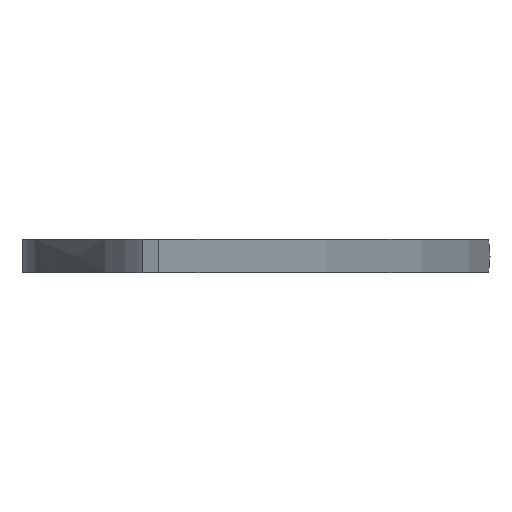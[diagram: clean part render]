
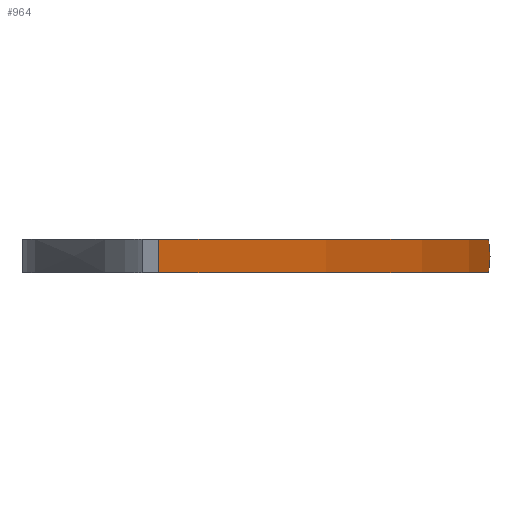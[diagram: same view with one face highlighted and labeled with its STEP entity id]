
A CAD part, left-side view. The second image highlights one B-rep face of the part: STEP entity #964.
In plain terms, the highlighted face is a extrusion surface.
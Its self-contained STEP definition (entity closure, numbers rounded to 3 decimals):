
#82 = PLANE('',#83);
#83 = AXIS2_PLACEMENT_3D('',#84,#85,#86);
#84 = CARTESIAN_POINT('',(0.,1.464,0.6));
#85 = DIRECTION('',(0.,0.,1.));
#86 = DIRECTION('',(1.,0.,0.));
#112 = PLANE('',#113);
#113 = AXIS2_PLACEMENT_3D('',#114,#115,#116);
#114 = CARTESIAN_POINT('',(15.,3.,0.));
#115 = DIRECTION('',(0.949,0.316,0.));
#116 = DIRECTION('',(0.316,-0.949,0.));
#140 = PLANE('',#141);
#141 = AXIS2_PLACEMENT_3D('',#142,#143,#144);
#142 = CARTESIAN_POINT('',(0.,1.464,0.));
#143 = DIRECTION('',(0.,0.,1.));
#144 = DIRECTION('',(1.,0.,0.));
#201 = PLANE('',#202);
#202 = AXIS2_PLACEMENT_3D('',#203,#204,#205);
#203 = CARTESIAN_POINT('',(-15.,3.,0.));
#204 = DIRECTION('',(0.949,-0.316,0.));
#205 = DIRECTION('',(-0.316,-0.949,0.));
#243 = VERTEX_POINT('',#244);
#244 = CARTESIAN_POINT('',(15.1,2.7,0.6));
#265 = EDGE_CURVE('',#266,#243,#268,.T.);
#266 = VERTEX_POINT('',#267);
#267 = CARTESIAN_POINT('',(15.1,2.7,0.));
#268 = SURFACE_CURVE('',#269,(#273,#280),.PCURVE_S1.);
#269 = LINE('',#270,#271);
#270 = CARTESIAN_POINT('',(15.1,2.7,0.));
#271 = VECTOR('',#272,1.);
#272 = DIRECTION('',(0.,0.,1.));
#273 = PCURVE('',#112,#274);
#274 = DEFINITIONAL_REPRESENTATION('',(#275),#279);
#275 = LINE('',#276,#277);
#276 = CARTESIAN_POINT('',(0.316,0.));
#277 = VECTOR('',#278,1.);
#278 = DIRECTION('',(0.,-1.));
#279 = ( GEOMETRIC_REPRESENTATION_CONTEXT(2) 
PARAMETRIC_REPRESENTATION_CONTEXT() REPRESENTATION_CONTEXT('2D SPACE',''
  ) );
#280 = PCURVE('',#281,#290);
#281 = SURFACE_OF_LINEAR_EXTRUSION('',#282,#288);
#282 = B_SPLINE_CURVE_WITH_KNOTS('',3,(#283,#284,#285,#286,#287),
  .UNSPECIFIED.,.F.,.F.,(4,1,4),(0.,0.5,1.),.QUASI_UNIFORM_KNOTS.);
#283 = CARTESIAN_POINT('',(-15.1,2.7,0.));
#284 = CARTESIAN_POINT('',(-8.,-1.813,0.));
#285 = CARTESIAN_POINT('',(0.,-4.669,0.));
#286 = CARTESIAN_POINT('',(8.,-1.813,0.));
#287 = CARTESIAN_POINT('',(15.1,2.7,0.));
#288 = VECTOR('',#289,1.);
#289 = DIRECTION('',(-0.,-0.,-1.));
#290 = DEFINITIONAL_REPRESENTATION('',(#291),#295);
#291 = LINE('',#292,#293);
#292 = CARTESIAN_POINT('',(1.,0.));
#293 = VECTOR('',#294,1.);
#294 = DIRECTION('',(0.,-1.));
#295 = ( GEOMETRIC_REPRESENTATION_CONTEXT(2) 
PARAMETRIC_REPRESENTATION_CONTEXT() REPRESENTATION_CONTEXT('2D SPACE',''
  ) );
#324 = VERTEX_POINT('',#325);
#325 = CARTESIAN_POINT('',(-15.1,2.7,0.));
#346 = EDGE_CURVE('',#324,#266,#347,.T.);
#347 = SURFACE_CURVE('',#348,(#354,#363),.PCURVE_S1.);
#348 = B_SPLINE_CURVE_WITH_KNOTS('',3,(#349,#350,#351,#352,#353),
  .UNSPECIFIED.,.F.,.F.,(4,1,4),(0.,0.5,1.),.QUASI_UNIFORM_KNOTS.);
#349 = CARTESIAN_POINT('',(-15.1,2.7,0.));
#350 = CARTESIAN_POINT('',(-8.,-1.813,0.));
#351 = CARTESIAN_POINT('',(0.,-4.669,0.));
#352 = CARTESIAN_POINT('',(8.,-1.813,0.));
#353 = CARTESIAN_POINT('',(15.1,2.7,0.));
#354 = PCURVE('',#140,#355);
#355 = DEFINITIONAL_REPRESENTATION('',(#356),#362);
#356 = B_SPLINE_CURVE_WITH_KNOTS('',3,(#357,#358,#359,#360,#361),
  .UNSPECIFIED.,.F.,.F.,(4,1,4),(0.,0.5,1.),.QUASI_UNIFORM_KNOTS.);
#357 = CARTESIAN_POINT('',(-15.1,1.236));
#358 = CARTESIAN_POINT('',(-8.,-3.277));
#359 = CARTESIAN_POINT('',(0.,-6.133));
#360 = CARTESIAN_POINT('',(8.,-3.277));
#361 = CARTESIAN_POINT('',(15.1,1.236));
#362 = ( GEOMETRIC_REPRESENTATION_CONTEXT(2) 
PARAMETRIC_REPRESENTATION_CONTEXT() REPRESENTATION_CONTEXT('2D SPACE',''
  ) );
#363 = PCURVE('',#281,#364);
#364 = DEFINITIONAL_REPRESENTATION('',(#365),#369);
#365 = LINE('',#366,#367);
#366 = CARTESIAN_POINT('',(0.,0.));
#367 = VECTOR('',#368,1.);
#368 = DIRECTION('',(1.,0.));
#369 = ( GEOMETRIC_REPRESENTATION_CONTEXT(2) 
PARAMETRIC_REPRESENTATION_CONTEXT() REPRESENTATION_CONTEXT('2D SPACE',''
  ) );
#834 = VERTEX_POINT('',#835);
#835 = CARTESIAN_POINT('',(-15.1,2.7,0.6));
#856 = EDGE_CURVE('',#834,#243,#857,.T.);
#857 = SURFACE_CURVE('',#858,(#864,#873),.PCURVE_S1.);
#858 = B_SPLINE_CURVE_WITH_KNOTS('',3,(#859,#860,#861,#862,#863),
  .UNSPECIFIED.,.F.,.F.,(4,1,4),(0.,0.5,1.),.QUASI_UNIFORM_KNOTS.);
#859 = CARTESIAN_POINT('',(-15.1,2.7,0.6));
#860 = CARTESIAN_POINT('',(-8.,-1.813,0.6));
#861 = CARTESIAN_POINT('',(0.,-4.669,0.6));
#862 = CARTESIAN_POINT('',(8.,-1.813,0.6));
#863 = CARTESIAN_POINT('',(15.1,2.7,0.6));
#864 = PCURVE('',#82,#865);
#865 = DEFINITIONAL_REPRESENTATION('',(#866),#872);
#866 = B_SPLINE_CURVE_WITH_KNOTS('',3,(#867,#868,#869,#870,#871),
  .UNSPECIFIED.,.F.,.F.,(4,1,4),(0.,0.5,1.),.QUASI_UNIFORM_KNOTS.);
#867 = CARTESIAN_POINT('',(-15.1,1.236));
#868 = CARTESIAN_POINT('',(-8.,-3.277));
#869 = CARTESIAN_POINT('',(0.,-6.133));
#870 = CARTESIAN_POINT('',(8.,-3.277));
#871 = CARTESIAN_POINT('',(15.1,1.236));
#872 = ( GEOMETRIC_REPRESENTATION_CONTEXT(2) 
PARAMETRIC_REPRESENTATION_CONTEXT() REPRESENTATION_CONTEXT('2D SPACE',''
  ) );
#873 = PCURVE('',#281,#874);
#874 = DEFINITIONAL_REPRESENTATION('',(#875),#879);
#875 = LINE('',#876,#877);
#876 = CARTESIAN_POINT('',(0.,-0.6));
#877 = VECTOR('',#878,1.);
#878 = DIRECTION('',(1.,0.));
#879 = ( GEOMETRIC_REPRESENTATION_CONTEXT(2) 
PARAMETRIC_REPRESENTATION_CONTEXT() REPRESENTATION_CONTEXT('2D SPACE',''
  ) );
#943 = EDGE_CURVE('',#324,#834,#944,.T.);
#944 = SURFACE_CURVE('',#945,(#949,#956),.PCURVE_S1.);
#945 = LINE('',#946,#947);
#946 = CARTESIAN_POINT('',(-15.1,2.7,0.));
#947 = VECTOR('',#948,1.);
#948 = DIRECTION('',(0.,0.,1.));
#949 = PCURVE('',#201,#950);
#950 = DEFINITIONAL_REPRESENTATION('',(#951),#955);
#951 = LINE('',#952,#953);
#952 = CARTESIAN_POINT('',(0.316,-0.));
#953 = VECTOR('',#954,1.);
#954 = DIRECTION('',(0.,-1.));
#955 = ( GEOMETRIC_REPRESENTATION_CONTEXT(2) 
PARAMETRIC_REPRESENTATION_CONTEXT() REPRESENTATION_CONTEXT('2D SPACE',''
  ) );
#956 = PCURVE('',#281,#957);
#957 = DEFINITIONAL_REPRESENTATION('',(#958),#962);
#958 = LINE('',#959,#960);
#959 = CARTESIAN_POINT('',(0.,0.));
#960 = VECTOR('',#961,1.);
#961 = DIRECTION('',(0.,-1.));
#962 = ( GEOMETRIC_REPRESENTATION_CONTEXT(2) 
PARAMETRIC_REPRESENTATION_CONTEXT() REPRESENTATION_CONTEXT('2D SPACE',''
  ) );
#964 = ADVANCED_FACE('',(#965),#281,.F.);
#965 = FACE_BOUND('',#966,.F.);
#966 = EDGE_LOOP('',(#967,#968,#969,#970));
#967 = ORIENTED_EDGE('',*,*,#943,.T.);
#968 = ORIENTED_EDGE('',*,*,#856,.T.);
#969 = ORIENTED_EDGE('',*,*,#265,.F.);
#970 = ORIENTED_EDGE('',*,*,#346,.F.);
